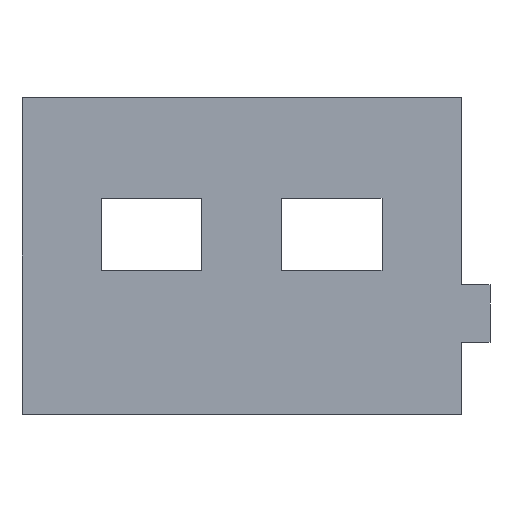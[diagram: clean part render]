
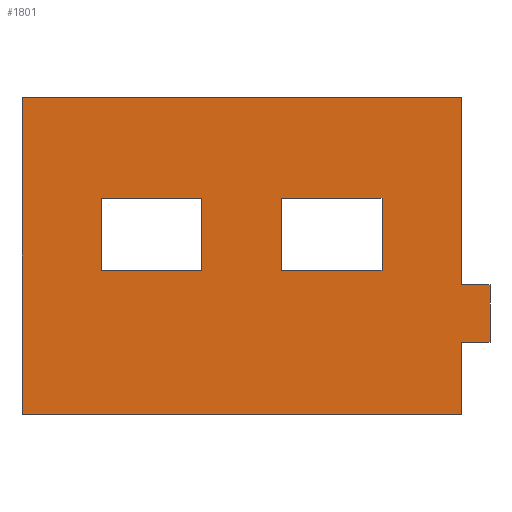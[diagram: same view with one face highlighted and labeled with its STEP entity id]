
A CAD part, front view. The second image highlights one B-rep face of the part: STEP entity #1801.
In plain terms, the highlighted planar face has unit normal (0, -1, 0).
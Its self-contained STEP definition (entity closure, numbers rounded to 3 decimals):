
#5=DIRECTION('',(1.,0.,0.));
#6=VECTOR('',#5,3.05);
#7=CARTESIAN_POINT('',(-1.525,-1.75,-1.1));
#8=LINE('',#7,#6);
#81=DIRECTION('',(1.,0.,0.));
#82=VECTOR('',#81,3.05);
#83=CARTESIAN_POINT('',(-1.525,-1.75,1.1));
#84=LINE('',#83,#82);
#161=DIRECTION('',(-1.,0.,0.));
#162=VECTOR('',#161,0.2);
#163=CARTESIAN_POINT('',(1.725,-1.75,-0.2));
#164=LINE('',#163,#162);
#165=DIRECTION('',(0.,0.,1.));
#166=VECTOR('',#165,0.4);
#167=CARTESIAN_POINT('',(1.725,-1.75,-0.6));
#168=LINE('',#167,#166);
#169=DIRECTION('',(1.,0.,0.));
#170=VECTOR('',#169,0.2);
#171=CARTESIAN_POINT('',(1.525,-1.75,-0.6));
#172=LINE('',#171,#170);
#173=DIRECTION('',(0.,0.,1.));
#174=VECTOR('',#173,2.2);
#175=CARTESIAN_POINT('',(-1.525,-1.75,-1.1));
#176=LINE('',#175,#174);
#177=DIRECTION('',(0.,0.,-1.));
#178=VECTOR('',#177,0.5);
#179=CARTESIAN_POINT('',(0.275,-1.75,0.4));
#180=LINE('',#179,#178);
#181=DIRECTION('',(1.,0.,0.));
#182=VECTOR('',#181,0.7);
#183=CARTESIAN_POINT('',(0.275,-1.75,-0.1));
#184=LINE('',#183,#182);
#185=DIRECTION('',(0.,0.,1.));
#186=VECTOR('',#185,0.5);
#187=CARTESIAN_POINT('',(0.975,-1.75,-0.1));
#188=LINE('',#187,#186);
#189=DIRECTION('',(-1.,0.,0.));
#190=VECTOR('',#189,0.7);
#191=CARTESIAN_POINT('',(0.975,-1.75,0.4));
#192=LINE('',#191,#190);
#193=DIRECTION('',(0.,0.,-1.));
#194=VECTOR('',#193,0.5);
#195=CARTESIAN_POINT('',(-0.975,-1.75,0.4));
#196=LINE('',#195,#194);
#197=DIRECTION('',(1.,0.,0.));
#198=VECTOR('',#197,0.7);
#199=CARTESIAN_POINT('',(-0.975,-1.75,-0.1));
#200=LINE('',#199,#198);
#201=DIRECTION('',(0.,0.,1.));
#202=VECTOR('',#201,0.5);
#203=CARTESIAN_POINT('',(-0.275,-1.75,-0.1));
#204=LINE('',#203,#202);
#205=DIRECTION('',(-1.,0.,0.));
#206=VECTOR('',#205,0.7);
#207=CARTESIAN_POINT('',(-0.275,-1.75,0.4));
#208=LINE('',#207,#206);
#213=DIRECTION('',(0.,0.,1.));
#214=VECTOR('',#213,0.5);
#215=CARTESIAN_POINT('',(1.525,-1.75,-1.1));
#216=LINE('',#215,#214);
#237=DIRECTION('',(0.,0.,1.));
#238=VECTOR('',#237,1.3);
#239=CARTESIAN_POINT('',(1.525,-1.75,-0.2));
#240=LINE('',#239,#238);
#1198=CARTESIAN_POINT('',(-1.525,-1.75,-1.1));
#1200=VERTEX_POINT('',#1198);
#1201=CARTESIAN_POINT('',(1.525,-1.75,-1.1));
#1202=VERTEX_POINT('',#1201);
#1205=CARTESIAN_POINT('',(-1.525,-1.75,1.1));
#1206=CARTESIAN_POINT('',(1.525,-1.75,1.1));
#1207=VERTEX_POINT('',#1205);
#1208=VERTEX_POINT('',#1206);
#1217=CARTESIAN_POINT('',(1.725,-1.75,-0.6));
#1218=CARTESIAN_POINT('',(1.725,-1.75,-0.2));
#1219=VERTEX_POINT('',#1217);
#1220=VERTEX_POINT('',#1218);
#1221=CARTESIAN_POINT('',(1.525,-1.75,-0.6));
#1223=VERTEX_POINT('',#1221);
#1225=CARTESIAN_POINT('',(1.525,-1.75,-0.2));
#1227=VERTEX_POINT('',#1225);
#1337=CARTESIAN_POINT('',(0.275,-1.75,0.4));
#1338=CARTESIAN_POINT('',(0.275,-1.75,-0.1));
#1339=VERTEX_POINT('',#1337);
#1340=VERTEX_POINT('',#1338);
#1341=CARTESIAN_POINT('',(0.975,-1.75,-0.1));
#1342=VERTEX_POINT('',#1341);
#1343=CARTESIAN_POINT('',(0.975,-1.75,0.4));
#1344=VERTEX_POINT('',#1343);
#1353=CARTESIAN_POINT('',(-0.975,-1.75,0.4));
#1354=CARTESIAN_POINT('',(-0.975,-1.75,-0.1));
#1355=VERTEX_POINT('',#1353);
#1356=VERTEX_POINT('',#1354);
#1357=CARTESIAN_POINT('',(-0.275,-1.75,-0.1));
#1358=VERTEX_POINT('',#1357);
#1359=CARTESIAN_POINT('',(-0.275,-1.75,0.4));
#1360=VERTEX_POINT('',#1359);
#1762=CARTESIAN_POINT('',(-1.525,-1.75,-1.1));
#1763=DIRECTION('',(0.,-1.,0.));
#1764=DIRECTION('',(1.,0.,0.));
#1765=AXIS2_PLACEMENT_3D('',#1762,#1763,#1764);
#1766=PLANE('',#1765);
#1768=ORIENTED_EDGE('',*,*,#1767,.F.);
#1770=ORIENTED_EDGE('',*,*,#1769,.F.);
#1772=ORIENTED_EDGE('',*,*,#1771,.F.);
#1774=ORIENTED_EDGE('',*,*,#1773,.F.);
#1776=ORIENTED_EDGE('',*,*,#1775,.F.);
#1777=ORIENTED_EDGE('',*,*,#1584,.F.);
#1778=ORIENTED_EDGE('',*,*,#1602,.T.);
#1779=ORIENTED_EDGE('',*,*,#1690,.T.);
#1780=EDGE_LOOP('',(#1768,#1770,#1772,#1774,#1776,#1777,#1778,#1779));
#1781=FACE_OUTER_BOUND('',#1780,.F.);
#1783=ORIENTED_EDGE('',*,*,#1782,.T.);
#1785=ORIENTED_EDGE('',*,*,#1784,.T.);
#1787=ORIENTED_EDGE('',*,*,#1786,.T.);
#1789=ORIENTED_EDGE('',*,*,#1788,.T.);
#1790=EDGE_LOOP('',(#1783,#1785,#1787,#1789));
#1791=FACE_BOUND('',#1790,.F.);
#1793=ORIENTED_EDGE('',*,*,#1792,.T.);
#1795=ORIENTED_EDGE('',*,*,#1794,.T.);
#1797=ORIENTED_EDGE('',*,*,#1796,.T.);
#1798=ORIENTED_EDGE('',*,*,#1752,.T.);
#1799=EDGE_LOOP('',(#1793,#1795,#1797,#1798));
#1800=FACE_BOUND('',#1799,.F.);
#1801=ADVANCED_FACE('',(#1781,#1791,#1800),#1766,.T.);
#1584=EDGE_CURVE('',#1200,#1202,#8,.T.);
#1602=EDGE_CURVE('',#1200,#1207,#176,.T.);
#1690=EDGE_CURVE('',#1207,#1208,#84,.T.);
#1752=EDGE_CURVE('',#1360,#1355,#208,.T.);
#1767=EDGE_CURVE('',#1227,#1208,#240,.T.);
#1769=EDGE_CURVE('',#1220,#1227,#164,.T.);
#1771=EDGE_CURVE('',#1219,#1220,#168,.T.);
#1773=EDGE_CURVE('',#1223,#1219,#172,.T.);
#1775=EDGE_CURVE('',#1202,#1223,#216,.T.);
#1782=EDGE_CURVE('',#1339,#1340,#180,.T.);
#1784=EDGE_CURVE('',#1340,#1342,#184,.T.);
#1786=EDGE_CURVE('',#1342,#1344,#188,.T.);
#1788=EDGE_CURVE('',#1344,#1339,#192,.T.);
#1792=EDGE_CURVE('',#1355,#1356,#196,.T.);
#1794=EDGE_CURVE('',#1356,#1358,#200,.T.);
#1796=EDGE_CURVE('',#1358,#1360,#204,.T.);
